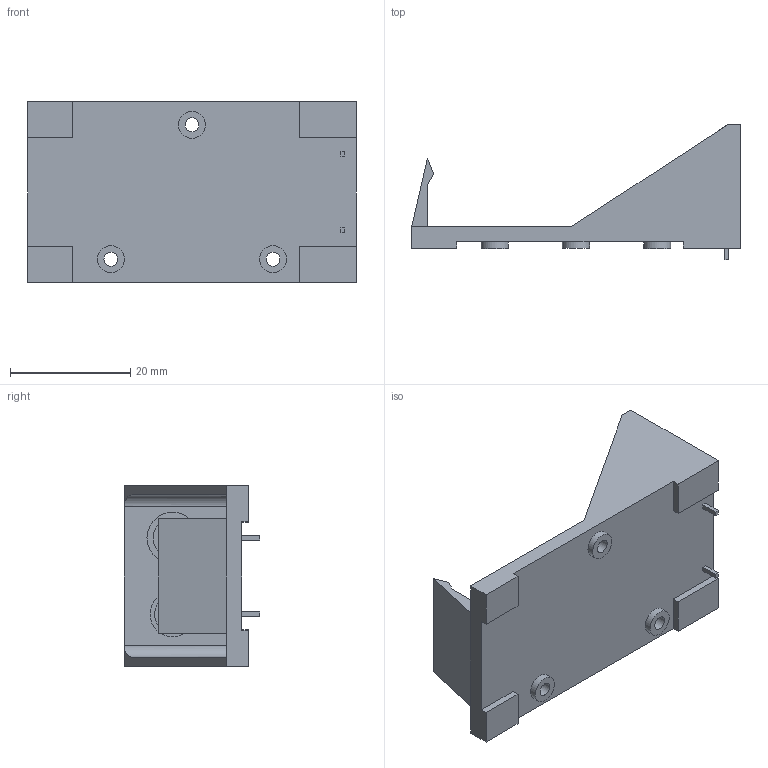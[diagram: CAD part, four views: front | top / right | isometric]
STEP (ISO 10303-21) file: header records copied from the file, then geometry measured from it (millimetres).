
FILE_DESCRIPTION(/* description */ (''),/* implementation_level */ '2;1');
FILE_NAME(/* name */ '9V BATTARY HOLDER v1.step',/* time_stamp */ '2019-03-26T16:15:56+00:00',/* author */ ('adamshortuk'),/* organization */ (''),/* preprocessor_version */ 'ST-DEVELOPER v17.2',/* originating_system */ 'Autodesk Translation Framework v7.6.0.251',/* authorisation */ '');
FILE_SCHEMA (('AUTOMOTIVE_DESIGN { 1 0 10303 214 3 1 1 }'));
Length unit declared in the file: millimetre
Products named in the file (1): 9V BATTARY HOLDER
Bounding box: 54.61 x 22.5 x 29.97 mm (x, y, z)
Volume: 6601.9 mm3; surface area: 6673.1 mm2
Topology: 1 solids, 1 shells, 69 faces, 175 edges, 122 vertices
Faces by surface type: plane 52, cylinder 17
Full cylindrical faces by diameter (mm): 2.29 x3, 3 x3, 4 x1, 4.5 x3, 6 x1, 6.5 x1, 7.5 x2, 8.5 x1
Entity records: 2180 total; most frequent: DIRECTION 369, CARTESIAN_POINT 367, ORIENTED_EDGE 350, EDGE_CURVE 175, AXIS2_PLACEMENT_3D 124, VERTEX_POINT 122, LINE 121, VECTOR 121
